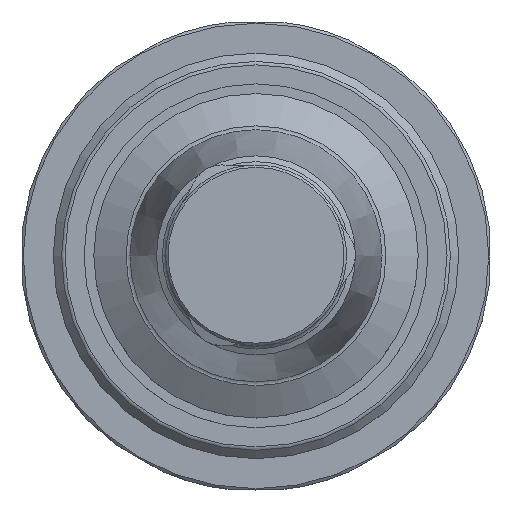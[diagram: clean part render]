
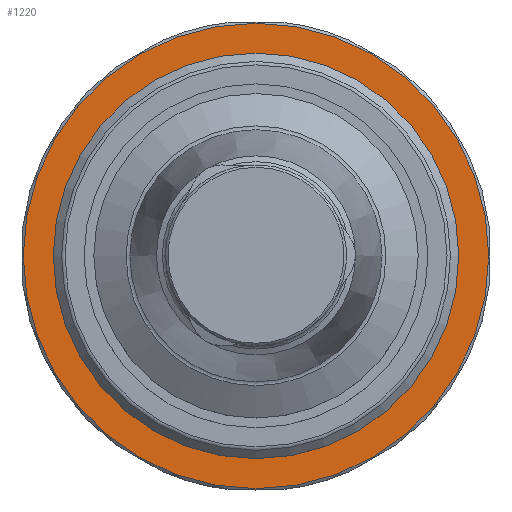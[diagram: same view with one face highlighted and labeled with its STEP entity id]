
A CAD part, top view. The second image highlights one B-rep face of the part: STEP entity #1220.
In plain terms, the highlighted planar face has unit normal (0, 0, 1).
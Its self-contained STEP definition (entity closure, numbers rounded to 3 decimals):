
#454=ORIENTED_EDGE('',*,*,#613,.T.);
#455=ORIENTED_EDGE('',*,*,#653,.F.);
#613=EDGE_CURVE('',#744,#744,#835,.T.);
#653=EDGE_CURVE('',#774,#774,#847,.T.);
#744=VERTEX_POINT('',#2109);
#774=VERTEX_POINT('',#2235);
#835=CIRCLE('',#1362,24.65);
#847=CIRCLE('',#1388,28.7);
#973=EDGE_LOOP('',(#454));
#974=EDGE_LOOP('',(#455));
#1105=FACE_BOUND('',#973,.T.);
#1106=FACE_BOUND('',#974,.T.);
#1139=PLANE('',#1387);
#1220=ADVANCED_FACE('',(#1105,#1106),#1139,.F.);
#1362=AXIS2_PLACEMENT_3D('',#2108,#1666,#1667);
#1387=AXIS2_PLACEMENT_3D('',#2233,#1730,#1731);
#1388=AXIS2_PLACEMENT_3D('',#2234,#1732,#1733);
#1666=DIRECTION('',(0.,0.,-1.));
#1667=DIRECTION('',(-1.,0.,0.));
#1730=DIRECTION('',(0.,0.,-1.));
#1731=DIRECTION('',(-1.,0.,0.));
#1732=DIRECTION('',(0.,0.,-1.));
#1733=DIRECTION('',(-1.,0.,0.));
#2108=CARTESIAN_POINT('',(0.,0.,-1.));
#2109=CARTESIAN_POINT('',(-24.65,0.,-1.));
#2233=CARTESIAN_POINT('',(-24.65,0.,-1.));
#2234=CARTESIAN_POINT('',(0.,0.,-1.));
#2235=CARTESIAN_POINT('',(-28.7,0.,-1.));
